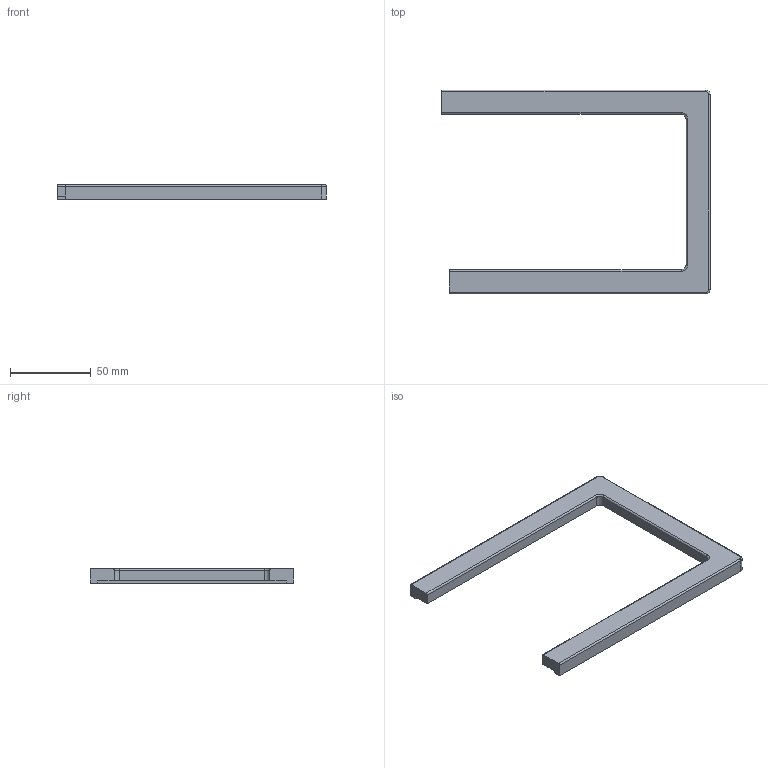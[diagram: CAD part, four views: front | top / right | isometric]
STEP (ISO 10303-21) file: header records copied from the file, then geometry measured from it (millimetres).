
FILE_DESCRIPTION(/* description */ (''),/* implementation_level */ '2;1');
FILE_NAME(/* name */ 'Top-right.step',/* time_stamp */ '2022-06-18T22:39:30+09:00',/* author */ (''),/* organization */ (''),/* preprocessor_version */ 'ST-DEVELOPER v19',/* originating_system */ 'Autodesk Translation Framework v11.7.0.108',/* authorisation */ '');
FILE_SCHEMA (('AUTOMOTIVE_DESIGN { 1 0 10303 214 3 1 1 }'));
Length unit declared in the file: millimetre
Products named in the file (1): Top-right
Bounding box: 166.26 x 126.2 x 9 mm (x, y, z)
Volume: 50388.2 mm3; surface area: 20537.2 mm2
Topology: 1 solids, 1 shells, 132 faces, 374 edges, 244 vertices
Faces by surface type: cylinder 98, plane 18, bspline 8, torus 4, cone 4
Full cylindrical faces by diameter (mm): 2.529 x20, 3.086 x8
Entity records: 9742 total; most frequent: CARTESIAN_POINT 6666, ORIENTED_EDGE 740, DIRECTION 476, EDGE_CURVE 370, VERTEX_POINT 244, B_SPLINE_CURVE_WITH_KNOTS 192, AXIS2_PLACEMENT_3D 173, EDGE_LOOP 136
